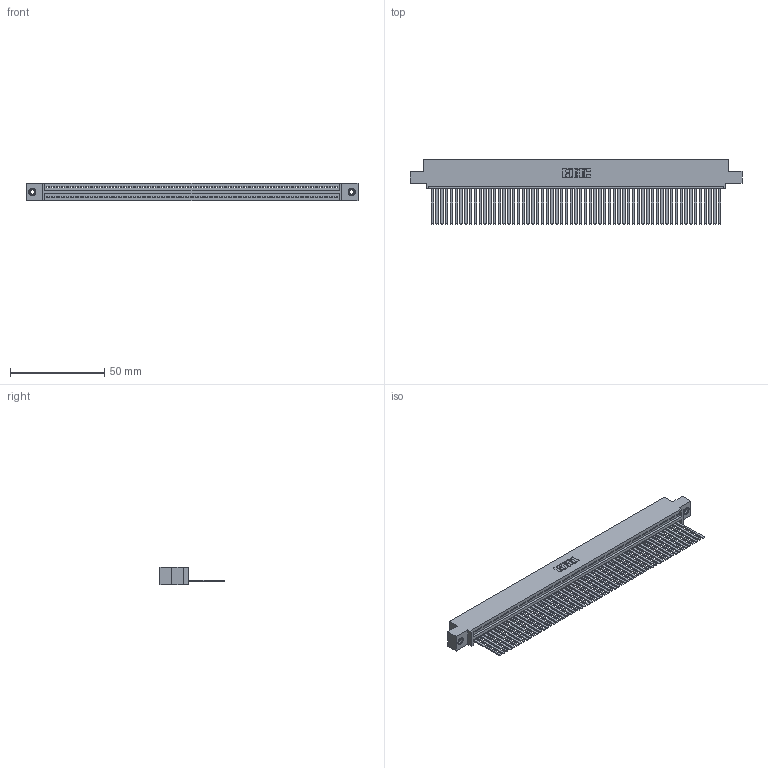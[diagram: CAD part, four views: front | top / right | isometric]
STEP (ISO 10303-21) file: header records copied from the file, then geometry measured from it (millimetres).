
FILE_DESCRIPTION (( 'STEP AP203' ), '1' );
FILE_NAME ('395-061-544-408.STEP', '2019-10-24T16:06:47', ( '' ), ( '' ), 'SwSTEP 2.0', 'SolidWorks 2016', '' );
FILE_SCHEMA (( 'CONFIG_CONTROL_DESIGN' ));
Length unit declared in the file: inch
Products named in the file (4): 395-061-544-408; 345 Part_0.110 Offset - 0.156 Dia-TI; 345-292-001_345-293-144; 345-250-001_345-250-003-102
Assembly tree (64 placements, depth 2):
  395-061-544-408
    345 Part_0.110 Offset - 0.156 Dia-TI
    345-292-001_345-293-144  x61
    345-250-001_345-250-003-102  x2
Bounding box: 176.15 x 33.96 x 9.4 mm (x, y, z)
Volume: 17513 mm3; surface area: 25753.4 mm2
Topology: 64 solids, 64 shells, 3362 faces, 10127 edges, 6662 vertices
Faces by surface type: plane 2312, cylinder 1034, cone 12, torus 4
Entity records: 44486 total; most frequent: CARTESIAN_POINT 7686, ORIENTED_EDGE 7674, DIRECTION 6709, EDGE_CURVE 3837, VECTOR 3445, LINE 3445, VERTEX_POINT 2552, AXIS2_PLACEMENT_3D 1632
